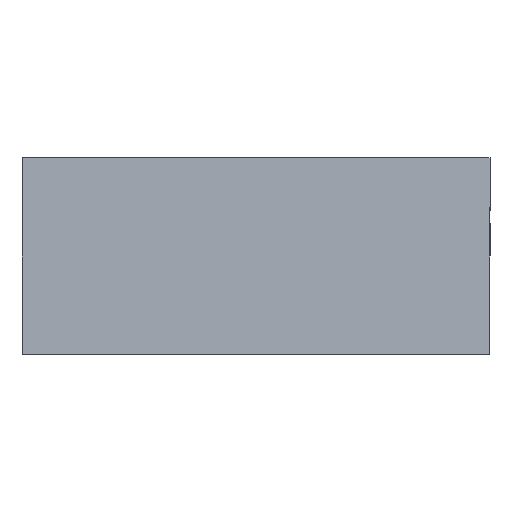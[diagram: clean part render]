
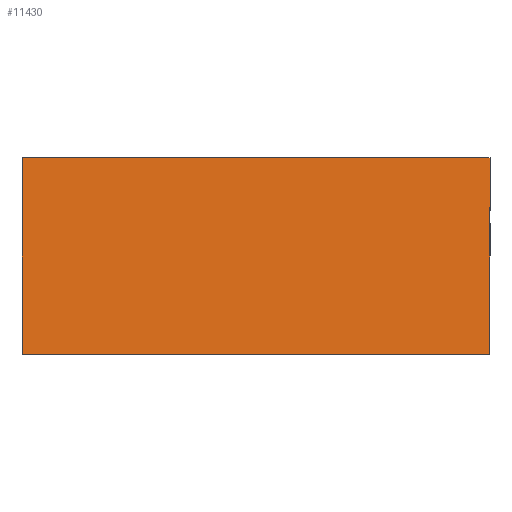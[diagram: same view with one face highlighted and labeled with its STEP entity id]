
A CAD part, front view. The second image highlights one B-rep face of the part: STEP entity #11430.
In plain terms, the highlighted face is planar.
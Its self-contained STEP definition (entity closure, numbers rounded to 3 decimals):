
#6360=CARTESIAN_POINT('',(-28.934,54.09,
31.9));
#6370=VERTEX_POINT('',#6360);
#6400=CARTESIAN_POINT('',(0.,56.724,31.9));
#6410=DIRECTION('',(-0.996,-0.091,0.));
#6420=VECTOR('',#6410,1.);
#6430=LINE('',#6400,#6420);
#6440=CARTESIAN_POINT('',(-14.634,55.392,
31.9));
#6450=VERTEX_POINT('',#6440);
#6460=EDGE_CURVE('',#6450,#6370,#6430,.T.);
#8770=CARTESIAN_POINT('',(-28.934,54.09,
-2.1));
#8780=VERTEX_POINT('',#8770);
#8810=CARTESIAN_POINT('',(-28.934,54.09,0.));
#8820=DIRECTION('',(0.,0.,1.));
#8830=VECTOR('',#8820,1.);
#8840=LINE('',#8810,#8830);
#8850=EDGE_CURVE('',#8780,#6370,#8840,.T.);
#10140=CARTESIAN_POINT('',(-14.634,55.392,0.));
#10150=DIRECTION('',(0.,0.,1.));
#10160=VECTOR('',#10150,1.);
#10170=LINE('',#10140,#10160);
#10180=CARTESIAN_POINT('',(-14.634,55.392,
-2.1));
#10190=VERTEX_POINT('',#10180);
#10200=EDGE_CURVE('',#10190,#6450,#10170,.T.);
#11270=CARTESIAN_POINT('',(-26.897,54.275,0.));
#11280=DIRECTION('',(-0.091,0.996,0.));
#11290=DIRECTION('',(0.996,0.091,0.));
#11300=AXIS2_PLACEMENT_3D('',#11270,#11280,#11290);
#11310=PLANE('',#11300);
#11320=ORIENTED_EDGE('',*,*,#8850,.T.);
#11330=CARTESIAN_POINT('',(0.,56.724,-2.1));
#11340=DIRECTION('',(-0.996,-0.091,0.));
#11350=VECTOR('',#11340,1.);
#11360=LINE('',#11330,#11350);
#11370=EDGE_CURVE('',#10190,#8780,#11360,.T.);
#11380=ORIENTED_EDGE('',*,*,#11370,.T.);
#11390=ORIENTED_EDGE('',*,*,#10200,.F.);
#11400=ORIENTED_EDGE('',*,*,#6460,.F.);
#11410=EDGE_LOOP('',(#11400,#11390,#11380,#11320));
#11420=FACE_OUTER_BOUND('',#11410,.T.);
#11430=ADVANCED_FACE('',(#11420),#11310,.T.);
